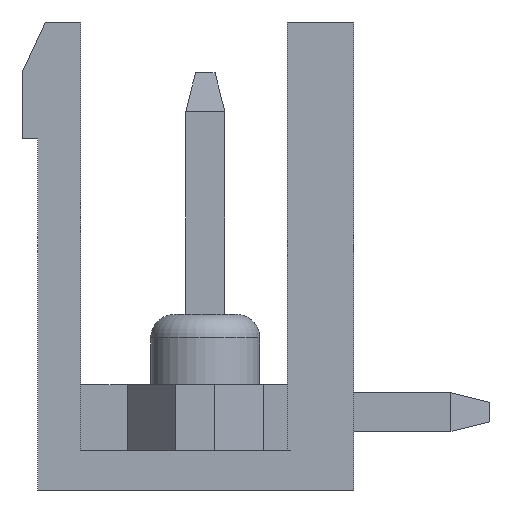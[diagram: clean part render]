
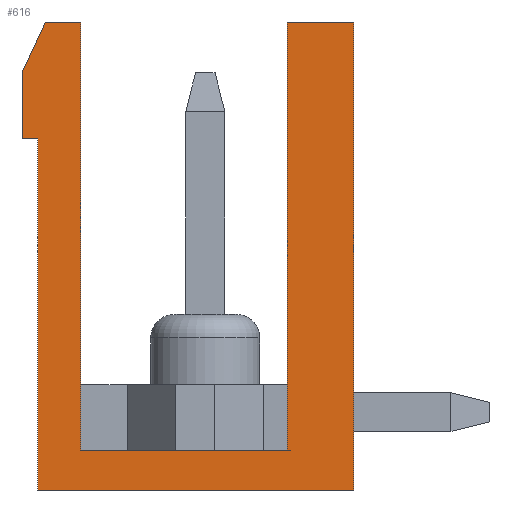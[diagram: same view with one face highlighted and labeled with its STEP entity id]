
A CAD part, left-side view. The second image highlights one B-rep face of the part: STEP entity #616.
In plain terms, the highlighted planar face has unit normal (-1, 0, 0).
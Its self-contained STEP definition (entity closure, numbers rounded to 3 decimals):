
#616 = ADVANCED_FACE( '', ( #1284 ), #1285, .T. );
#1284 = FACE_OUTER_BOUND( '', #2021, .T. );
#1285 = PLANE( '', #2022 );
#2021 = EDGE_LOOP( '', ( #3600, #3601, #3602, #3603, #3604, #3605, #3606, #3607, #3608, #3609, #3610 ) );
#2022 = AXIS2_PLACEMENT_3D( '', #3611, #3612, #3613 );
#3600 = ORIENTED_EDGE( '', *, *, #4581, .T. );
#3601 = ORIENTED_EDGE( '', *, *, #5214, .T. );
#3602 = ORIENTED_EDGE( '', *, *, #5215, .T. );
#3603 = ORIENTED_EDGE( '', *, *, #5127, .T. );
#3604 = ORIENTED_EDGE( '', *, *, #4657, .F. );
#3605 = ORIENTED_EDGE( '', *, *, #5216, .T. );
#3606 = ORIENTED_EDGE( '', *, *, #4755, .T. );
#3607 = ORIENTED_EDGE( '', *, *, #5217, .T. );
#3608 = ORIENTED_EDGE( '', *, *, #5172, .T. );
#3609 = ORIENTED_EDGE( '', *, *, #4714, .F. );
#3610 = ORIENTED_EDGE( '', *, *, #5218, .F. );
#3611 = CARTESIAN_POINT( '', ( -15., 0., 0. ) );
#3612 = DIRECTION( '', ( -1., 0., 0. ) );
#3613 = DIRECTION( '', ( 0., 0., 1. ) );
#4581 = EDGE_CURVE( '', #5487, #5485, #5488, .T. );
#4657 = EDGE_CURVE( '', #5629, #5625, #5631, .T. );
#4714 = EDGE_CURVE( '', #5730, #5717, #5732, .T. );
#4755 = EDGE_CURVE( '', #5803, #5801, #5804, .T. );
#5127 = EDGE_CURVE( '', #6368, #5625, #6369, .T. );
#5172 = EDGE_CURVE( '', #6429, #5717, #6430, .T. );
#5214 = EDGE_CURVE( '', #5485, #6492, #6493, .T. );
#5215 = EDGE_CURVE( '', #6492, #6368, #6494, .F. );
#5216 = EDGE_CURVE( '', #5629, #5803, #6495, .T. );
#5217 = EDGE_CURVE( '', #5801, #6429, #6496, .T. );
#5218 = EDGE_CURVE( '', #5487, #5730, #6497, .T. );
#5485 = VERTEX_POINT( '', #6821 );
#5487 = VERTEX_POINT( '', #6824 );
#5488 = LINE( '', #6825, #6826 );
#5625 = VERTEX_POINT( '', #7029 );
#5629 = VERTEX_POINT( '', #7035 );
#5631 = LINE( '', #7038, #7039 );
#5717 = VERTEX_POINT( '', #7160 );
#5730 = VERTEX_POINT( '', #7176 );
#5732 = LINE( '', #7178, #7179 );
#5801 = VERTEX_POINT( '', #7278 );
#5803 = VERTEX_POINT( '', #7281 );
#5804 = LINE( '', #7282, #7283 );
#6368 = VERTEX_POINT( '', #8105 );
#6369 = LINE( '', #8106, #8107 );
#6429 = VERTEX_POINT( '', #8199 );
#6430 = LINE( '', #8200, #8201 );
#6492 = VERTEX_POINT( '', #8291 );
#6493 = LINE( '', #8292, #8293 );
#6494 = LINE( '', #8294, #8295 );
#6495 = LINE( '', #8296, #8297 );
#6496 = LINE( '', #8298, #8299 );
#6497 = LINE( '', #8300, #8301 );
#6821 = CARTESIAN_POINT( '', ( -15., 2.75, 6. ) );
#6824 = CARTESIAN_POINT( '', ( -15., 2.75, -5. ) );
#6825 = CARTESIAN_POINT( '', ( -15., 2.75, -5. ) );
#6826 = VECTOR( '', #8691, 1000. );
#7029 = CARTESIAN_POINT( '', ( -15., 4.25, 3. ) );
#7035 = CARTESIAN_POINT( '', ( -15., 3.85, 3. ) );
#7038 = CARTESIAN_POINT( '', ( -15., 3.85, 3. ) );
#7039 = VECTOR( '', #8761, 1000. );
#7160 = CARTESIAN_POINT( '', ( -15., -2.55, 6. ) );
#7176 = CARTESIAN_POINT( '', ( -15., -2.55, -5. ) );
#7178 = CARTESIAN_POINT( '', ( -15., -2.55, -5. ) );
#7179 = VECTOR( '', #8824, 1000. );
#7278 = CARTESIAN_POINT( '', ( -15., -4.25, -6. ) );
#7281 = CARTESIAN_POINT( '', ( -15., 3.85, -6. ) );
#7282 = CARTESIAN_POINT( '', ( -15., 4.25, -6. ) );
#7283 = VECTOR( '', #8859, 1000. );
#8105 = CARTESIAN_POINT( '', ( -15., 4.25, 4.7 ) );
#8106 = CARTESIAN_POINT( '', ( -15., 4.25, 6. ) );
#8107 = VECTOR( '', #9190, 1000. );
#8199 = CARTESIAN_POINT( '', ( -15., -4.25, 6. ) );
#8200 = CARTESIAN_POINT( '', ( -15., -4.25, 6. ) );
#8201 = VECTOR( '', #9226, 1000. );
#8291 = CARTESIAN_POINT( '', ( -15., 3.65, 6. ) );
#8292 = CARTESIAN_POINT( '', ( -15., -4.25, 6. ) );
#8293 = VECTOR( '', #9270, 1000. );
#8294 = CARTESIAN_POINT( '', ( -15., 5.292, 2.442 ) );
#8295 = VECTOR( '', #9271, 1000. );
#8296 = CARTESIAN_POINT( '', ( -15., 3.85, 3. ) );
#8297 = VECTOR( '', #9272, 1000. );
#8298 = CARTESIAN_POINT( '', ( -15., -4.25, -6. ) );
#8299 = VECTOR( '', #9273, 1000. );
#8300 = CARTESIAN_POINT( '', ( -15., 2.75, -5. ) );
#8301 = VECTOR( '', #9274, 1000. );
#8691 = DIRECTION( '', ( 0., 0., 1. ) );
#8761 = DIRECTION( '', ( 0., 1., 0. ) );
#8824 = DIRECTION( '', ( 0., 0., 1. ) );
#8859 = DIRECTION( '', ( 0., -1., 0. ) );
#9190 = DIRECTION( '', ( 0., 0., -1. ) );
#9226 = DIRECTION( '', ( 0., 1., 0. ) );
#9270 = DIRECTION( '', ( 0., 1., 0. ) );
#9271 = DIRECTION( '', ( 0., -0.419, 0.908 ) );
#9272 = DIRECTION( '', ( 0., 0., -1. ) );
#9273 = DIRECTION( '', ( 0., 0., 1. ) );
#9274 = DIRECTION( '', ( 0., -1., 0. ) );
